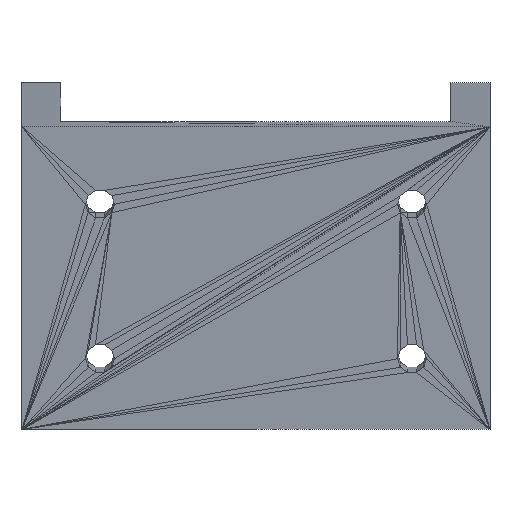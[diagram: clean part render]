
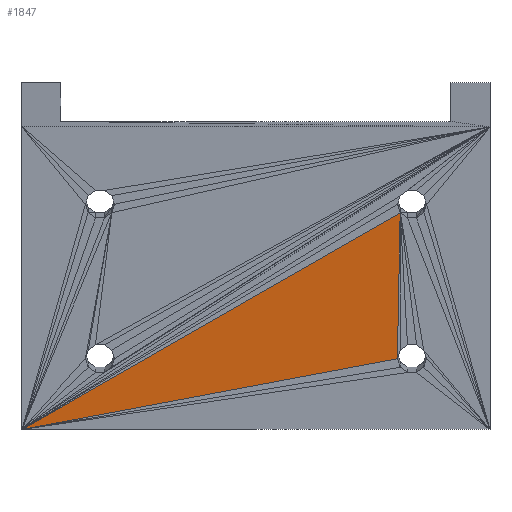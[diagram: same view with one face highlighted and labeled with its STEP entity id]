
A CAD part, front view. The second image highlights one B-rep face of the part: STEP entity #1847.
In plain terms, the highlighted planar face has unit normal (0, -0.99, -0.139).
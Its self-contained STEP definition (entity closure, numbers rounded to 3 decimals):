
#313 = VERTEX_POINT('',#314);
#314 = CARTESIAN_POINT('',(-2.,-1.583,-31.849));
#1442 = PLANE('',#1443);
#1443 = AXIS2_PLACEMENT_3D('',#1444,#1445,#1446);
#1444 = CARTESIAN_POINT('',(17.519,-3.191,
    -20.405));
#1445 = DIRECTION('',(0.,0.99,0.139)
  );
#1446 = DIRECTION('',(0.,-0.139,0.99));
#1458 = VERTEX_POINT('',#1459);
#1459 = CARTESIAN_POINT('',(36.786,-4.706,
    -9.63));
#1485 = EDGE_CURVE('',#313,#1458,#1486,.T.);
#1486 = SURFACE_CURVE('',#1487,(#1491,#1498),.PCURVE_S1.);
#1487 = LINE('',#1488,#1489);
#1488 = CARTESIAN_POINT('',(-2.,-1.583,-31.849));
#1489 = VECTOR('',#1490,1.);
#1490 = DIRECTION('',(0.866,-0.07,0.496)
  );
#1491 = PCURVE('',#1442,#1492);
#1492 = DEFINITIONAL_REPRESENTATION('',(#1493),#1497);
#1493 = LINE('',#1494,#1495);
#1494 = CARTESIAN_POINT('',(-11.556,-19.519));
#1495 = VECTOR('',#1496,1.);
#1496 = DIRECTION('',(0.501,0.866));
#1497 = ( GEOMETRIC_REPRESENTATION_CONTEXT(2) 
PARAMETRIC_REPRESENTATION_CONTEXT() REPRESENTATION_CONTEXT('2D SPACE',''
  ) );
#1498 = PCURVE('',#1499,#1504);
#1499 = PLANE('',#1500);
#1500 = AXIS2_PLACEMENT_3D('',#1501,#1502,#1503);
#1501 = CARTESIAN_POINT('',(20.273,-2.806,
    -23.147));
#1502 = DIRECTION('',(0.,-0.99,
    -0.139));
#1503 = DIRECTION('',(0.,0.139,-0.99)
  );
#1504 = DEFINITIONAL_REPRESENTATION('',(#1505),#1508);
#1505 = B_SPLINE_CURVE_WITH_KNOTS('',1,(#1506,#1507),.UNSPECIFIED.,.F.,
  .F.,(2,2),(0.,44.809),.PIECEWISE_BEZIER_KNOTS.);
#1506 = CARTESIAN_POINT('',(8.788,-22.273));
#1507 = CARTESIAN_POINT('',(-13.649,16.513));
#1508 = ( GEOMETRIC_REPRESENTATION_CONTEXT(2) 
PARAMETRIC_REPRESENTATION_CONTEXT() REPRESENTATION_CONTEXT('2D SPACE',''
  ) );
#1847 = ADVANCED_FACE('',(#1848),#1499,.T.);
#1848 = FACE_BOUND('',#1849,.T.);
#1849 = EDGE_LOOP('',(#1850,#1877,#1878));
#1850 = ORIENTED_EDGE('',*,*,#1851,.T.);
#1851 = EDGE_CURVE('',#1852,#1458,#1854,.T.);
#1852 = VERTEX_POINT('',#1853);
#1853 = CARTESIAN_POINT('',(36.5,-2.601,-24.601));
#1854 = SURFACE_CURVE('',#1855,(#1859,#1866),.PCURVE_S1.);
#1855 = LINE('',#1856,#1857);
#1856 = CARTESIAN_POINT('',(36.5,-2.601,-24.601));
#1857 = VECTOR('',#1858,1.);
#1858 = DIRECTION('',(0.019,-0.139,0.99)
  );
#1859 = PCURVE('',#1499,#1860);
#1860 = DEFINITIONAL_REPRESENTATION('',(#1861),#1865);
#1861 = LINE('',#1862,#1863);
#1862 = CARTESIAN_POINT('',(1.469,16.227));
#1863 = VECTOR('',#1864,1.);
#1864 = DIRECTION('',(-1.,0.019));
#1865 = ( GEOMETRIC_REPRESENTATION_CONTEXT(2) 
PARAMETRIC_REPRESENTATION_CONTEXT() REPRESENTATION_CONTEXT('2D SPACE',''
  ) );
#1866 = PCURVE('',#1867,#1872);
#1867 = PLANE('',#1868);
#1868 = AXIS2_PLACEMENT_3D('',#1869,#1870,#1871);
#1869 = CARTESIAN_POINT('',(36.786,-2.724,
    -23.728));
#1870 = DIRECTION('',(0.,0.99,0.139)
  );
#1871 = DIRECTION('',(0.,-0.139,0.99)
  );
#1872 = DEFINITIONAL_REPRESENTATION('',(#1873),#1876);
#1873 = B_SPLINE_CURVE_WITH_KNOTS('',1,(#1874,#1875),.UNSPECIFIED.,.F.,
  .F.,(2,2),(0.,15.121),.PIECEWISE_BEZIER_KNOTS.);
#1874 = CARTESIAN_POINT('',(-0.882,-0.286));
#1875 = CARTESIAN_POINT('',(14.237,0.));
#1876 = ( GEOMETRIC_REPRESENTATION_CONTEXT(2) 
PARAMETRIC_REPRESENTATION_CONTEXT() REPRESENTATION_CONTEXT('2D SPACE',''
  ) );
#1877 = ORIENTED_EDGE('',*,*,#1485,.F.);
#1878 = ORIENTED_EDGE('',*,*,#1879,.T.);
#1879 = EDGE_CURVE('',#313,#1852,#1880,.T.);
#1880 = SURFACE_CURVE('',#1881,(#1885,#1892),.PCURVE_S1.);
#1881 = LINE('',#1882,#1883);
#1882 = CARTESIAN_POINT('',(-2.,-1.583,-31.849));
#1883 = VECTOR('',#1884,1.);
#1884 = DIRECTION('',(0.982,-0.026,0.185)
  );
#1885 = PCURVE('',#1499,#1886);
#1886 = DEFINITIONAL_REPRESENTATION('',(#1887),#1891);
#1887 = LINE('',#1888,#1889);
#1888 = CARTESIAN_POINT('',(8.788,-22.273));
#1889 = VECTOR('',#1890,1.);
#1890 = DIRECTION('',(-0.187,0.982));
#1891 = ( GEOMETRIC_REPRESENTATION_CONTEXT(2) 
PARAMETRIC_REPRESENTATION_CONTEXT() REPRESENTATION_CONTEXT('2D SPACE',''
  ) );
#1892 = PCURVE('',#1893,#1898);
#1893 = PLANE('',#1894);
#1894 = AXIS2_PLACEMENT_3D('',#1895,#1896,#1897);
#1895 = CARTESIAN_POINT('',(17.547,-2.067,
    -28.404));
#1896 = DIRECTION('',(0.,-0.99,
    -0.139));
#1897 = DIRECTION('',(0.,0.139,-0.99));
#1898 = DEFINITIONAL_REPRESENTATION('',(#1899),#1902);
#1899 = B_SPLINE_CURVE_WITH_KNOTS('',1,(#1900,#1901),.UNSPECIFIED.,.F.,
  .F.,(2,2),(0.,39.189),.PIECEWISE_BEZIER_KNOTS.);
#1900 = CARTESIAN_POINT('',(3.479,-19.547));
#1901 = CARTESIAN_POINT('',(-3.84,18.953));
#1902 = ( GEOMETRIC_REPRESENTATION_CONTEXT(2) 
PARAMETRIC_REPRESENTATION_CONTEXT() REPRESENTATION_CONTEXT('2D SPACE',''
  ) );
